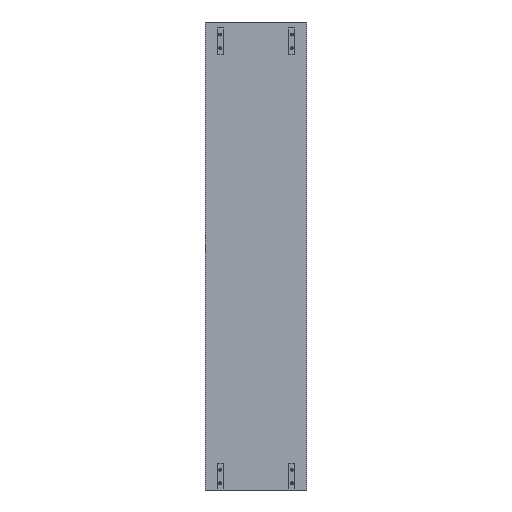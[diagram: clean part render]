
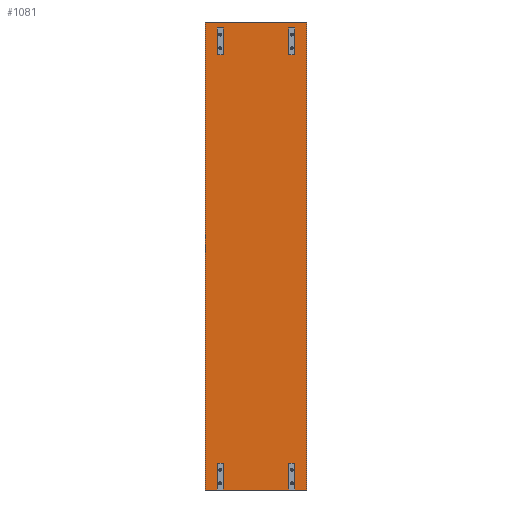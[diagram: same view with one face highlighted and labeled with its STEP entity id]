
A CAD part, left-side view. The second image highlights one B-rep face of the part: STEP entity #1081.
In plain terms, the highlighted face is planar.
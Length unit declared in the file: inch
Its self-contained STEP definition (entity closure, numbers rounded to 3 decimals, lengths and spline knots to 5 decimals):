
#135=LINE('',#1817,#183);
#139=LINE('',#1825,#187);
#142=LINE('',#1831,#190);
#145=LINE('',#1836,#193);
#183=VECTOR('',#1484,39.37008);
#187=VECTOR('',#1490,39.37008);
#190=VECTOR('',#1495,39.37008);
#193=VECTOR('',#1500,39.37008);
#236=PLANE('',#1294);
#305=FACE_BOUND('',#457,.T.);
#306=FACE_BOUND('',#458,.T.);
#307=FACE_BOUND('',#459,.T.);
#308=FACE_BOUND('',#460,.T.);
#309=FACE_BOUND('',#461,.T.);
#310=FACE_BOUND('',#462,.T.);
#311=FACE_BOUND('',#463,.T.);
#312=FACE_BOUND('',#464,.T.);
#360=FACE_OUTER_BOUND('',#456,.T.);
#456=EDGE_LOOP('',(#864,#865,#866,#867));
#457=EDGE_LOOP('',(#868));
#458=EDGE_LOOP('',(#869));
#459=EDGE_LOOP('',(#870));
#460=EDGE_LOOP('',(#871));
#461=EDGE_LOOP('',(#872));
#462=EDGE_LOOP('',(#873));
#463=EDGE_LOOP('',(#874));
#464=EDGE_LOOP('',(#875));
#543=CIRCLE('',#1253,0.133);
#546=CIRCLE('',#1258,0.133);
#549=CIRCLE('',#1263,0.133);
#552=CIRCLE('',#1268,0.133);
#555=CIRCLE('',#1273,0.133);
#558=CIRCLE('',#1278,0.133);
#561=CIRCLE('',#1283,0.133);
#564=CIRCLE('',#1288,0.133);
#596=VERTEX_POINT('',#1756);
#599=VERTEX_POINT('',#1764);
#602=VERTEX_POINT('',#1772);
#605=VERTEX_POINT('',#1780);
#608=VERTEX_POINT('',#1788);
#611=VERTEX_POINT('',#1796);
#614=VERTEX_POINT('',#1804);
#617=VERTEX_POINT('',#1812);
#618=VERTEX_POINT('',#1815);
#619=VERTEX_POINT('',#1816);
#622=VERTEX_POINT('',#1824);
#624=VERTEX_POINT('',#1830);
#687=EDGE_CURVE('',#596,#596,#543,.T.);
#690=EDGE_CURVE('',#599,#599,#546,.T.);
#693=EDGE_CURVE('',#602,#602,#549,.T.);
#696=EDGE_CURVE('',#605,#605,#552,.T.);
#699=EDGE_CURVE('',#608,#608,#555,.T.);
#702=EDGE_CURVE('',#611,#611,#558,.T.);
#705=EDGE_CURVE('',#614,#614,#561,.T.);
#708=EDGE_CURVE('',#617,#617,#564,.T.);
#709=EDGE_CURVE('',#618,#619,#135,.T.);
#713=EDGE_CURVE('',#618,#622,#139,.T.);
#716=EDGE_CURVE('',#622,#624,#142,.T.);
#719=EDGE_CURVE('',#619,#624,#145,.T.);
#864=ORIENTED_EDGE('',*,*,#709,.T.);
#865=ORIENTED_EDGE('',*,*,#719,.T.);
#866=ORIENTED_EDGE('',*,*,#716,.F.);
#867=ORIENTED_EDGE('',*,*,#713,.F.);
#868=ORIENTED_EDGE('',*,*,#687,.F.);
#869=ORIENTED_EDGE('',*,*,#690,.F.);
#870=ORIENTED_EDGE('',*,*,#693,.F.);
#871=ORIENTED_EDGE('',*,*,#696,.F.);
#872=ORIENTED_EDGE('',*,*,#699,.F.);
#873=ORIENTED_EDGE('',*,*,#702,.F.);
#874=ORIENTED_EDGE('',*,*,#705,.F.);
#875=ORIENTED_EDGE('',*,*,#708,.F.);
#1081=ADVANCED_FACE('',(#360,#305,#306,#307,#308,#309,#310,#311,#312),#236,
 .F.);
#1253=AXIS2_PLACEMENT_3D('',#1757,#1410,#1411);
#1258=AXIS2_PLACEMENT_3D('',#1765,#1420,#1421);
#1263=AXIS2_PLACEMENT_3D('',#1773,#1430,#1431);
#1268=AXIS2_PLACEMENT_3D('',#1781,#1440,#1441);
#1273=AXIS2_PLACEMENT_3D('',#1789,#1450,#1451);
#1278=AXIS2_PLACEMENT_3D('',#1797,#1460,#1461);
#1283=AXIS2_PLACEMENT_3D('',#1805,#1470,#1471);
#1288=AXIS2_PLACEMENT_3D('',#1813,#1480,#1481);
#1294=AXIS2_PLACEMENT_3D('',#1839,#1504,#1505);
#1410=DIRECTION('center_axis',(0.,1.,0.));
#1411=DIRECTION('ref_axis',(0.,0.,-1.));
#1420=DIRECTION('center_axis',(0.,1.,0.));
#1421=DIRECTION('ref_axis',(0.,0.,-1.));
#1430=DIRECTION('center_axis',(0.,1.,0.));
#1431=DIRECTION('ref_axis',(0.,0.,-1.));
#1440=DIRECTION('center_axis',(0.,1.,0.));
#1441=DIRECTION('ref_axis',(0.,0.,-1.));
#1450=DIRECTION('center_axis',(0.,1.,0.));
#1451=DIRECTION('ref_axis',(0.,0.,-1.));
#1460=DIRECTION('center_axis',(0.,1.,0.));
#1461=DIRECTION('ref_axis',(0.,0.,-1.));
#1470=DIRECTION('center_axis',(0.,1.,0.));
#1471=DIRECTION('ref_axis',(0.,0.,-1.));
#1480=DIRECTION('center_axis',(0.,1.,0.));
#1481=DIRECTION('ref_axis',(0.,0.,-1.));
#1484=DIRECTION('',(0.,0.,1.));
#1490=DIRECTION('',(1.,0.,0.));
#1495=DIRECTION('',(0.,0.,1.));
#1500=DIRECTION('',(1.,0.,0.));
#1504=DIRECTION('center_axis',(0.,-1.,0.));
#1505=DIRECTION('ref_axis',(1.,0.,0.));
#1756=CARTESIAN_POINT('',(14.5,0.,0.992));
#1757=CARTESIAN_POINT('Origin',(14.5,0.,1.125));
#1764=CARTESIAN_POINT('',(14.5,0.,3.242));
#1765=CARTESIAN_POINT('Origin',(14.5,0.,3.375));
#1772=CARTESIAN_POINT('',(14.5,0.,75.992));
#1773=CARTESIAN_POINT('Origin',(14.5,0.,76.125));
#1780=CARTESIAN_POINT('',(14.5,0.,73.742));
#1781=CARTESIAN_POINT('Origin',(14.5,0.,73.875));
#1788=CARTESIAN_POINT('',(2.5,0.,75.992));
#1789=CARTESIAN_POINT('Origin',(2.5,0.,76.125));
#1796=CARTESIAN_POINT('',(2.5,0.,73.742));
#1797=CARTESIAN_POINT('Origin',(2.5,0.,73.875));
#1804=CARTESIAN_POINT('',(2.5,0.,3.242));
#1805=CARTESIAN_POINT('Origin',(2.5,0.,3.375));
#1812=CARTESIAN_POINT('',(2.5,0.,0.992));
#1813=CARTESIAN_POINT('Origin',(2.5,0.,1.125));
#1815=CARTESIAN_POINT('',(0.,0.,0.));
#1816=CARTESIAN_POINT('',(0.,0.,78.25));
#1817=CARTESIAN_POINT('',(0.,0.,39.125));
#1824=CARTESIAN_POINT('',(17.,0.,0.));
#1825=CARTESIAN_POINT('',(8.5,0.,0.));
#1830=CARTESIAN_POINT('',(17.,0.,78.25));
#1831=CARTESIAN_POINT('',(17.,0.,39.125));
#1836=CARTESIAN_POINT('',(8.5,0.,78.25));
#1839=CARTESIAN_POINT('Origin',(8.5,0.,39.125));
